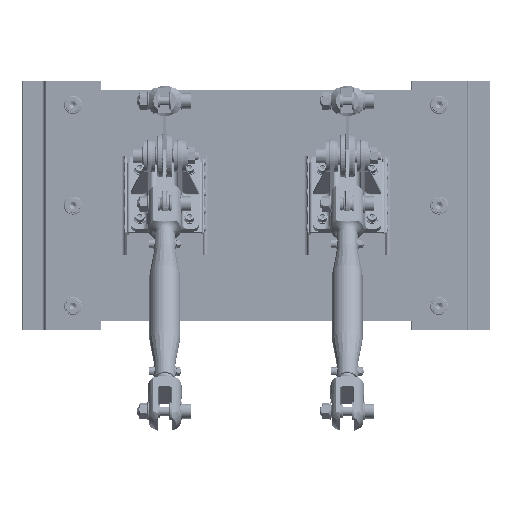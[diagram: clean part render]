
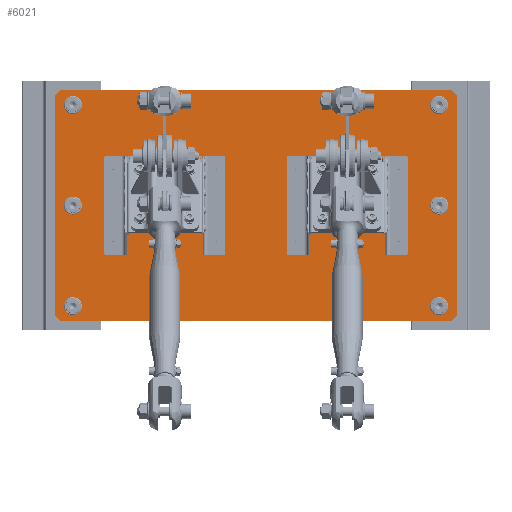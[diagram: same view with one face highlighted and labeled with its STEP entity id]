
A CAD part, top view. The second image highlights one B-rep face of the part: STEP entity #6021.
In plain terms, the highlighted face is planar.
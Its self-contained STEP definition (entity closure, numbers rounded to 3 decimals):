
#2273=CARTESIAN_POINT('Vertex',(97.,2.5,0.)) ;
#2287=CARTESIAN_POINT('Vertex',(-97.,2.5,0.)) ;
#2290=CARTESIAN_POINT('Line Origine',(0.,2.5,0.)) ;
#2313=CARTESIAN_POINT('Vertex',(-102.,2.5,5.)) ;
#2327=CARTESIAN_POINT('Vertex',(-102.,2.5,351.)) ;
#2330=CARTESIAN_POINT('Line Origine',(-102.,2.5,178.)) ;
#2353=CARTESIAN_POINT('Vertex',(-97.,2.5,356.)) ;
#2367=CARTESIAN_POINT('Vertex',(97.,2.5,356.)) ;
#2370=CARTESIAN_POINT('Line Origine',(0.,2.5,356.)) ;
#2393=CARTESIAN_POINT('Vertex',(102.,2.5,351.)) ;
#2407=CARTESIAN_POINT('Vertex',(102.,2.5,321.)) ;
#2410=CARTESIAN_POINT('Line Origine',(102.,2.5,336.)) ;
#2433=CARTESIAN_POINT('Vertex',(102.,2.5,35.)) ;
#2436=CARTESIAN_POINT('Line Origine',(102.,2.5,178.)) ;
#2454=CARTESIAN_POINT('Vertex',(102.,2.5,5.)) ;
#2457=CARTESIAN_POINT('Line Origine',(102.,2.5,20.)) ;
#5204=CARTESIAN_POINT('Line Origine',(99.5,2.5,2.5)) ;
#5221=CARTESIAN_POINT('Line Origine',(99.5,2.5,353.5)) ;
#5248=CARTESIAN_POINT('Line Origine',(-99.5,2.5,353.5)) ;
#5265=CARTESIAN_POINT('Line Origine',(-99.5,2.5,2.5)) ;
#5520=CARTESIAN_POINT('Vertex',(84.963,2.5,337.795)) ;
#5523=CARTESIAN_POINT('Axis2P3D Location',(89.,2.5,340.)) ;
#5527=CARTESIAN_POINT('Vertex',(93.037,2.5,342.205)) ;
#5547=CARTESIAN_POINT('Axis2P3D Location',(89.,2.5,340.)) ;
#5611=CARTESIAN_POINT('Vertex',(-84.963,2.5,18.205)) ;
#5614=CARTESIAN_POINT('Axis2P3D Location',(-89.,2.5,16.)) ;
#5618=CARTESIAN_POINT('Vertex',(-93.037,2.5,13.795)) ;
#5638=CARTESIAN_POINT('Axis2P3D Location',(-89.,2.5,16.)) ;
#5702=CARTESIAN_POINT('Vertex',(-4.037,2.5,13.795)) ;
#5705=CARTESIAN_POINT('Axis2P3D Location',(0.,2.5,16.)) ;
#5709=CARTESIAN_POINT('Vertex',(4.037,2.5,18.205)) ;
#5729=CARTESIAN_POINT('Axis2P3D Location',(0.,2.5,16.)) ;
#5793=CARTESIAN_POINT('Vertex',(84.963,2.5,13.795)) ;
#5796=CARTESIAN_POINT('Axis2P3D Location',(89.,2.5,16.)) ;
#5800=CARTESIAN_POINT('Vertex',(93.037,2.5,18.205)) ;
#5820=CARTESIAN_POINT('Axis2P3D Location',(89.,2.5,16.)) ;
#5884=CARTESIAN_POINT('Vertex',(-4.037,2.5,337.795)) ;
#5887=CARTESIAN_POINT('Axis2P3D Location',(0.,2.5,340.)) ;
#5891=CARTESIAN_POINT('Vertex',(4.037,2.5,342.205)) ;
#5911=CARTESIAN_POINT('Axis2P3D Location',(0.,2.5,340.)) ;
#5966=CARTESIAN_POINT('Axis2P3D Location',(0.,2.5,0.)) ;
#5983=CARTESIAN_POINT('Axis2P3D Location',(-89.,2.5,340.)) ;
#5987=CARTESIAN_POINT('Vertex',(-84.963,2.5,342.205)) ;
#5989=CARTESIAN_POINT('Vertex',(-93.037,2.5,337.795)) ;
#5992=CARTESIAN_POINT('Axis2P3D Location',(-89.,2.5,340.)) ;
#2291=DIRECTION('Vector Direction',(1.,0.,0.)) ;
#2331=DIRECTION('Vector Direction',(0.,0.,-1.)) ;
#2371=DIRECTION('Vector Direction',(-1.,0.,0.)) ;
#2411=DIRECTION('Vector Direction',(0.,0.,1.)) ;
#2437=DIRECTION('Vector Direction',(0.,0.,1.)) ;
#2458=DIRECTION('Vector Direction',(0.,0.,1.)) ;
#5205=DIRECTION('Vector Direction',(-0.707,0.,-0.707)) ;
#5222=DIRECTION('Vector Direction',(-0.707,0.,0.707)) ;
#5249=DIRECTION('Vector Direction',(0.707,0.,0.707)) ;
#5266=DIRECTION('Vector Direction',(0.707,0.,-0.707)) ;
#5524=DIRECTION('Axis2P3D Direction',(0.,1.,0.)) ;
#5548=DIRECTION('Axis2P3D Direction',(-0.,1.,0.)) ;
#5615=DIRECTION('Axis2P3D Direction',(0.,1.,0.)) ;
#5639=DIRECTION('Axis2P3D Direction',(0.,1.,0.)) ;
#5706=DIRECTION('Axis2P3D Direction',(0.,1.,0.)) ;
#5730=DIRECTION('Axis2P3D Direction',(0.,1.,0.)) ;
#5797=DIRECTION('Axis2P3D Direction',(0.,1.,0.)) ;
#5821=DIRECTION('Axis2P3D Direction',(0.,1.,0.)) ;
#5888=DIRECTION('Axis2P3D Direction',(0.,1.,0.)) ;
#5912=DIRECTION('Axis2P3D Direction',(0.,1.,0.)) ;
#5967=DIRECTION('Axis2P3D Direction',(0.,1.,0.)) ;
#5968=DIRECTION('Axis2P3D XDirection',(-1.,0.,0.)) ;
#5984=DIRECTION('Axis2P3D Direction',(0.,1.,0.)) ;
#5993=DIRECTION('Axis2P3D Direction',(0.,1.,0.)) ;
#5525=AXIS2_PLACEMENT_3D('Circle Axis2P3D',#5523,#5524,$) ;
#5549=AXIS2_PLACEMENT_3D('Circle Axis2P3D',#5547,#5548,$) ;
#5616=AXIS2_PLACEMENT_3D('Circle Axis2P3D',#5614,#5615,$) ;
#5640=AXIS2_PLACEMENT_3D('Circle Axis2P3D',#5638,#5639,$) ;
#5707=AXIS2_PLACEMENT_3D('Circle Axis2P3D',#5705,#5706,$) ;
#5731=AXIS2_PLACEMENT_3D('Circle Axis2P3D',#5729,#5730,$) ;
#5798=AXIS2_PLACEMENT_3D('Circle Axis2P3D',#5796,#5797,$) ;
#5822=AXIS2_PLACEMENT_3D('Circle Axis2P3D',#5820,#5821,$) ;
#5889=AXIS2_PLACEMENT_3D('Circle Axis2P3D',#5887,#5888,$) ;
#5913=AXIS2_PLACEMENT_3D('Circle Axis2P3D',#5911,#5912,$) ;
#5969=AXIS2_PLACEMENT_3D('Plane Axis2P3D',#5966,#5967,#5968) ;
#5985=AXIS2_PLACEMENT_3D('Circle Axis2P3D',#5983,#5984,$) ;
#5994=AXIS2_PLACEMENT_3D('Circle Axis2P3D',#5992,#5993,$) ;
#5972=ORIENTED_EDGE('',*,*,#2294,.T.) ;
#5973=ORIENTED_EDGE('',*,*,#5269,.F.) ;
#5974=ORIENTED_EDGE('',*,*,#2334,.T.) ;
#5975=ORIENTED_EDGE('',*,*,#5252,.F.) ;
#5976=ORIENTED_EDGE('',*,*,#2374,.T.) ;
#5977=ORIENTED_EDGE('',*,*,#5225,.F.) ;
#5978=ORIENTED_EDGE('',*,*,#2414,.T.) ;
#5979=ORIENTED_EDGE('',*,*,#2440,.T.) ;
#5980=ORIENTED_EDGE('',*,*,#2461,.T.) ;
#5981=ORIENTED_EDGE('',*,*,#5208,.F.) ;
#5998=ORIENTED_EDGE('',*,*,#5991,.F.) ;
#5999=ORIENTED_EDGE('',*,*,#5996,.F.) ;
#6002=ORIENTED_EDGE('',*,*,#5915,.F.) ;
#6003=ORIENTED_EDGE('',*,*,#5893,.F.) ;
#6006=ORIENTED_EDGE('',*,*,#5824,.F.) ;
#6007=ORIENTED_EDGE('',*,*,#5802,.F.) ;
#6010=ORIENTED_EDGE('',*,*,#5733,.F.) ;
#6011=ORIENTED_EDGE('',*,*,#5711,.F.) ;
#6014=ORIENTED_EDGE('',*,*,#5642,.F.) ;
#6015=ORIENTED_EDGE('',*,*,#5620,.F.) ;
#6018=ORIENTED_EDGE('',*,*,#5551,.F.) ;
#6019=ORIENTED_EDGE('',*,*,#5529,.F.) ;
#6000=FACE_BOUND('',#5997,.T.) ;
#6004=FACE_BOUND('',#6001,.T.) ;
#6008=FACE_BOUND('',#6005,.T.) ;
#6012=FACE_BOUND('',#6009,.T.) ;
#6016=FACE_BOUND('',#6013,.T.) ;
#6020=FACE_BOUND('',#6017,.T.) ;
#2292=VECTOR('Line Direction',#2291,1.) ;
#2332=VECTOR('Line Direction',#2331,1.) ;
#2372=VECTOR('Line Direction',#2371,1.) ;
#2412=VECTOR('Line Direction',#2411,1.) ;
#2438=VECTOR('Line Direction',#2437,1.) ;
#2459=VECTOR('Line Direction',#2458,1.) ;
#5206=VECTOR('Line Direction',#5205,1.) ;
#5223=VECTOR('Line Direction',#5222,1.) ;
#5250=VECTOR('Line Direction',#5249,1.) ;
#5267=VECTOR('Line Direction',#5266,1.) ;
#6021=ADVANCED_FACE('PartBody',(#5982,#6000,#6004,#6008,#6012,#6016,#6020),#5970,.T.) ;
#5526=CIRCLE('generated circle',#5525,4.6) ;
#5550=CIRCLE('generated circle',#5549,4.6) ;
#5617=CIRCLE('generated circle',#5616,4.6) ;
#5641=CIRCLE('generated circle',#5640,4.6) ;
#5708=CIRCLE('generated circle',#5707,4.6) ;
#5732=CIRCLE('generated circle',#5731,4.6) ;
#5799=CIRCLE('generated circle',#5798,4.6) ;
#5823=CIRCLE('generated circle',#5822,4.6) ;
#5890=CIRCLE('generated circle',#5889,4.6) ;
#5914=CIRCLE('generated circle',#5913,4.6) ;
#5986=CIRCLE('generated circle',#5985,4.6) ;
#5995=CIRCLE('generated circle',#5994,4.6) ;
#2294=EDGE_CURVE('',#2274,#2288,#2293,.F.) ;
#2334=EDGE_CURVE('',#2314,#2328,#2333,.F.) ;
#2374=EDGE_CURVE('',#2354,#2368,#2373,.F.) ;
#2414=EDGE_CURVE('',#2394,#2408,#2413,.F.) ;
#2440=EDGE_CURVE('',#2408,#2434,#2439,.F.) ;
#2461=EDGE_CURVE('',#2434,#2455,#2460,.F.) ;
#5208=EDGE_CURVE('',#2274,#2455,#5207,.F.) ;
#5225=EDGE_CURVE('',#2394,#2368,#5224,.T.) ;
#5252=EDGE_CURVE('',#2354,#2328,#5251,.F.) ;
#5269=EDGE_CURVE('',#2314,#2288,#5268,.T.) ;
#5529=EDGE_CURVE('',#5521,#5528,#5526,.T.) ;
#5551=EDGE_CURVE('',#5528,#5521,#5550,.T.) ;
#5620=EDGE_CURVE('',#5612,#5619,#5617,.T.) ;
#5642=EDGE_CURVE('',#5619,#5612,#5641,.T.) ;
#5711=EDGE_CURVE('',#5703,#5710,#5708,.T.) ;
#5733=EDGE_CURVE('',#5710,#5703,#5732,.T.) ;
#5802=EDGE_CURVE('',#5794,#5801,#5799,.T.) ;
#5824=EDGE_CURVE('',#5801,#5794,#5823,.T.) ;
#5893=EDGE_CURVE('',#5885,#5892,#5890,.T.) ;
#5915=EDGE_CURVE('',#5892,#5885,#5914,.T.) ;
#5991=EDGE_CURVE('',#5988,#5990,#5986,.T.) ;
#5996=EDGE_CURVE('',#5990,#5988,#5995,.T.) ;
#5971=EDGE_LOOP('',(#5972,#5973,#5974,#5975,#5976,#5977,#5978,#5979,#5980,#5981)) ;
#5997=EDGE_LOOP('',(#5998,#5999)) ;
#6001=EDGE_LOOP('',(#6002,#6003)) ;
#6005=EDGE_LOOP('',(#6006,#6007)) ;
#6009=EDGE_LOOP('',(#6010,#6011)) ;
#6013=EDGE_LOOP('',(#6014,#6015)) ;
#6017=EDGE_LOOP('',(#6018,#6019)) ;
#5982=FACE_OUTER_BOUND('',#5971,.T.) ;
#2293=LINE('Line',#2290,#2292) ;
#2333=LINE('Line',#2330,#2332) ;
#2373=LINE('Line',#2370,#2372) ;
#2413=LINE('Line',#2410,#2412) ;
#2439=LINE('Line',#2436,#2438) ;
#2460=LINE('Line',#2457,#2459) ;
#5207=LINE('Line',#5204,#5206) ;
#5224=LINE('Line',#5221,#5223) ;
#5251=LINE('Line',#5248,#5250) ;
#5268=LINE('Line',#5265,#5267) ;
#5970=PLANE('',#5969) ;
#2274=VERTEX_POINT('',#2273) ;
#2288=VERTEX_POINT('',#2287) ;
#2314=VERTEX_POINT('',#2313) ;
#2328=VERTEX_POINT('',#2327) ;
#2354=VERTEX_POINT('',#2353) ;
#2368=VERTEX_POINT('',#2367) ;
#2394=VERTEX_POINT('',#2393) ;
#2408=VERTEX_POINT('',#2407) ;
#2434=VERTEX_POINT('',#2433) ;
#2455=VERTEX_POINT('',#2454) ;
#5521=VERTEX_POINT('',#5520) ;
#5528=VERTEX_POINT('',#5527) ;
#5612=VERTEX_POINT('',#5611) ;
#5619=VERTEX_POINT('',#5618) ;
#5703=VERTEX_POINT('',#5702) ;
#5710=VERTEX_POINT('',#5709) ;
#5794=VERTEX_POINT('',#5793) ;
#5801=VERTEX_POINT('',#5800) ;
#5885=VERTEX_POINT('',#5884) ;
#5892=VERTEX_POINT('',#5891) ;
#5988=VERTEX_POINT('',#5987) ;
#5990=VERTEX_POINT('',#5989) ;
